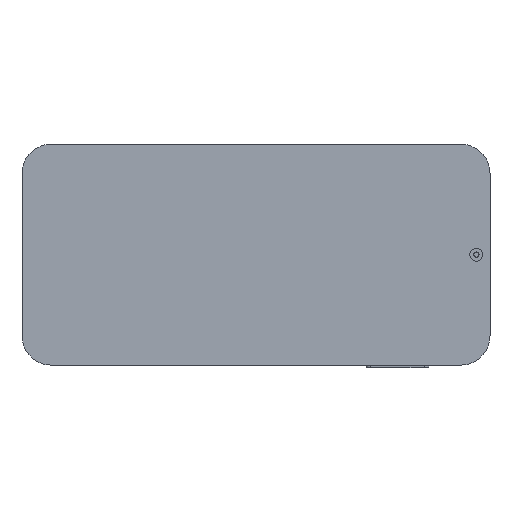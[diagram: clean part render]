
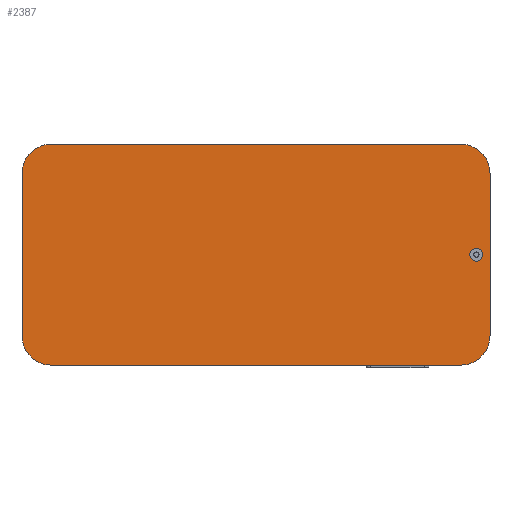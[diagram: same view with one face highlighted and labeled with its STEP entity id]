
A CAD part, front view. The second image highlights one B-rep face of the part: STEP entity #2387.
In plain terms, the highlighted planar face has unit normal (0, -1, 0).
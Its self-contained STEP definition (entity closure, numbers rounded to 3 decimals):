
#1 = VERTEX_POINT ( 'NONE', #2738 ) ;
#35 = ORIENTED_EDGE ( 'NONE', *, *, #1886, .F. ) ;
#42 = EDGE_CURVE ( 'NONE', #2454, #1, #1415, .T. ) ;
#79 = AXIS2_PLACEMENT_3D ( 'NONE', #2641, #1692, #2872 ) ;
#88 = DIRECTION ( 'NONE',  ( 1., 0., 0. ) ) ;
#155 = CIRCLE ( 'NONE', #2068, 2.45 ) ;
#226 = CIRCLE ( 'NONE', #526, 11. ) ;
#326 = DIRECTION ( 'NONE',  ( 0., 1., 0. ) ) ;
#336 = EDGE_CURVE ( 'NONE', #2653, #1298, #1272, .T. ) ;
#359 = AXIS2_PLACEMENT_3D ( 'NONE', #2034, #1556, #2292 ) ;
#364 = VERTEX_POINT ( 'NONE', #1717 ) ;
#447 = EDGE_LOOP ( 'NONE', ( #996, #35 ) ) ;
#451 = DIRECTION ( 'NONE',  ( 0., -1., 0. ) ) ;
#456 = CARTESIAN_POINT ( 'NONE',  ( -132.986, 0., 27.091 ) ) ;
#469 = CARTESIAN_POINT ( 'NONE',  ( 32.063, 0., -45.023 ) ) ;
#526 = AXIS2_PLACEMENT_3D ( 'NONE', #2978, #326, #2301 ) ;
#612 = AXIS2_PLACEMENT_3D ( 'NONE', #1192, #451, #2327 ) ;
#613 = CARTESIAN_POINT ( 'NONE',  ( 26.927, 0., -12.027 ) ) ;
#679 = DIRECTION ( 'NONE',  ( 1., 0., 0. ) ) ;
#688 = ORIENTED_EDGE ( 'NONE', *, *, #788, .T. ) ;
#694 = AXIS2_PLACEMENT_3D ( 'NONE', #2892, #1191, #952 ) ;
#704 = VECTOR ( 'NONE', #1665, 1000. ) ;
#727 = LINE ( 'NONE', #469, #704 ) ;
#739 = CARTESIAN_POINT ( 'NONE',  ( 32.063, 0., 16.091 ) ) ;
#788 = EDGE_CURVE ( 'NONE', #2454, #1298, #727, .T. ) ;
#820 = EDGE_CURVE ( 'NONE', #2236, #2653, #2615, .T. ) ;
#909 = CARTESIAN_POINT ( 'NONE',  ( 32.063, 0., -45.023 ) ) ;
#923 = FACE_BOUND ( 'NONE', #447, .T. ) ;
#952 = DIRECTION ( 'NONE',  ( 0., 0., 1. ) ) ;
#956 = VERTEX_POINT ( 'NONE', #1247 ) ;
#977 = ORIENTED_EDGE ( 'NONE', *, *, #2724, .F. ) ;
#996 = ORIENTED_EDGE ( 'NONE', *, *, #1481, .F. ) ;
#1017 = DIRECTION ( 'NONE',  ( 0., 0., -1. ) ) ;
#1060 = CARTESIAN_POINT ( 'NONE',  ( -132.986, 0., 27.091 ) ) ;
#1145 = ORIENTED_EDGE ( 'NONE', *, *, #820, .F. ) ;
#1191 = DIRECTION ( 'NONE',  ( 0., 1., 0. ) ) ;
#1192 = CARTESIAN_POINT ( 'NONE',  ( 26.927, 0., -14.477 ) ) ;
#1230 = CARTESIAN_POINT ( 'NONE',  ( -143.986, 0., -45.023 ) ) ;
#1247 = CARTESIAN_POINT ( 'NONE',  ( -143.986, 0., 16.091 ) ) ;
#1261 = CARTESIAN_POINT ( 'NONE',  ( 26.927, 0., -14.477 ) ) ;
#1272 = CIRCLE ( 'NONE', #694, 11. ) ;
#1284 = LINE ( 'NONE', #2254, #1588 ) ;
#1298 = VERTEX_POINT ( 'NONE', #739 ) ;
#1300 = CARTESIAN_POINT ( 'NONE',  ( 21.063, 0., 27.091 ) ) ;
#1415 = CIRCLE ( 'NONE', #359, 11. ) ;
#1428 = PLANE ( 'NONE',  #1502 ) ;
#1481 = EDGE_CURVE ( 'NONE', #1766, #1903, #155, .T. ) ;
#1500 = LINE ( 'NONE', #2689, #1607 ) ;
#1502 = AXIS2_PLACEMENT_3D ( 'NONE', #2830, #3046, #2133 ) ;
#1528 = CARTESIAN_POINT ( 'NONE',  ( 26.927, 0., -16.927 ) ) ;
#1556 = DIRECTION ( 'NONE',  ( 0., 1., 0. ) ) ;
#1565 = ORIENTED_EDGE ( 'NONE', *, *, #336, .F. ) ;
#1588 = VECTOR ( 'NONE', #88, 1000. ) ;
#1607 = VECTOR ( 'NONE', #1979, 1000. ) ;
#1665 = DIRECTION ( 'NONE',  ( 0., 0., 1. ) ) ;
#1692 = DIRECTION ( 'NONE',  ( 0., 1., 0. ) ) ;
#1717 = CARTESIAN_POINT ( 'NONE',  ( -132.986, 0., -56.023 ) ) ;
#1766 = VERTEX_POINT ( 'NONE', #1528 ) ;
#1886 = EDGE_CURVE ( 'NONE', #1903, #1766, #1975, .T. ) ;
#1903 = VERTEX_POINT ( 'NONE', #613 ) ;
#1952 = DIRECTION ( 'NONE',  ( 0., -1., 0. ) ) ;
#1975 = CIRCLE ( 'NONE', #612, 2.45 ) ;
#1979 = DIRECTION ( 'NONE',  ( 0., 0., 1. ) ) ;
#1988 = CIRCLE ( 'NONE', #79, 11. ) ;
#2034 = CARTESIAN_POINT ( 'NONE',  ( 21.063, 0., -45.023 ) ) ;
#2043 = ORIENTED_EDGE ( 'NONE', *, *, #3095, .F. ) ;
#2068 = AXIS2_PLACEMENT_3D ( 'NONE', #1261, #1952, #1017 ) ;
#2100 = FACE_OUTER_BOUND ( 'NONE', #2816, .T. ) ;
#2133 = DIRECTION ( 'NONE',  ( 0., 0., 1. ) ) ;
#2190 = ORIENTED_EDGE ( 'NONE', *, *, #2530, .F. ) ;
#2236 = VERTEX_POINT ( 'NONE', #1060 ) ;
#2254 = CARTESIAN_POINT ( 'NONE',  ( -132.986, 0., -56.023 ) ) ;
#2292 = DIRECTION ( 'NONE',  ( 0., 0., 1. ) ) ;
#2301 = DIRECTION ( 'NONE',  ( 0., 0., 1. ) ) ;
#2327 = DIRECTION ( 'NONE',  ( 0., 0., -1. ) ) ;
#2387 = ADVANCED_FACE ( 'NONE', ( #923, #2100 ), #1428, .F. ) ;
#2454 = VERTEX_POINT ( 'NONE', #909 ) ;
#2530 = EDGE_CURVE ( 'NONE', #3106, #956, #1500, .T. ) ;
#2615 = LINE ( 'NONE', #456, #2623 ) ;
#2623 = VECTOR ( 'NONE', #679, 1000. ) ;
#2641 = CARTESIAN_POINT ( 'NONE',  ( -132.986, 0., -45.023 ) ) ;
#2653 = VERTEX_POINT ( 'NONE', #1300 ) ;
#2689 = CARTESIAN_POINT ( 'NONE',  ( -143.986, 0., -45.023 ) ) ;
#2724 = EDGE_CURVE ( 'NONE', #956, #2236, #226, .T. ) ;
#2738 = CARTESIAN_POINT ( 'NONE',  ( 21.063, 0., -56.023 ) ) ;
#2799 = EDGE_CURVE ( 'NONE', #364, #1, #1284, .T. ) ;
#2816 = EDGE_LOOP ( 'NONE', ( #1145, #977, #2190, #2043, #2915, #2867, #688, #1565 ) ) ;
#2830 = CARTESIAN_POINT ( 'NONE',  ( 21.063, 0., 16.091 ) ) ;
#2867 = ORIENTED_EDGE ( 'NONE', *, *, #42, .F. ) ;
#2872 = DIRECTION ( 'NONE',  ( 0., 0., 1. ) ) ;
#2892 = CARTESIAN_POINT ( 'NONE',  ( 21.063, 0., 16.091 ) ) ;
#2915 = ORIENTED_EDGE ( 'NONE', *, *, #2799, .T. ) ;
#2978 = CARTESIAN_POINT ( 'NONE',  ( -132.986, 0., 16.091 ) ) ;
#3046 = DIRECTION ( 'NONE',  ( 0., 1., 0. ) ) ;
#3095 = EDGE_CURVE ( 'NONE', #364, #3106, #1988, .T. ) ;
#3106 = VERTEX_POINT ( 'NONE', #1230 ) ;
